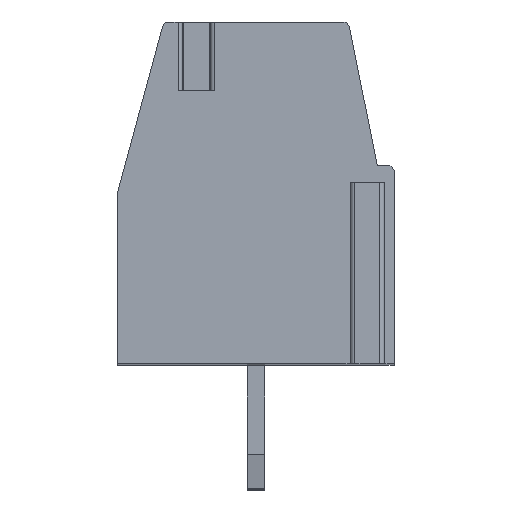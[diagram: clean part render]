
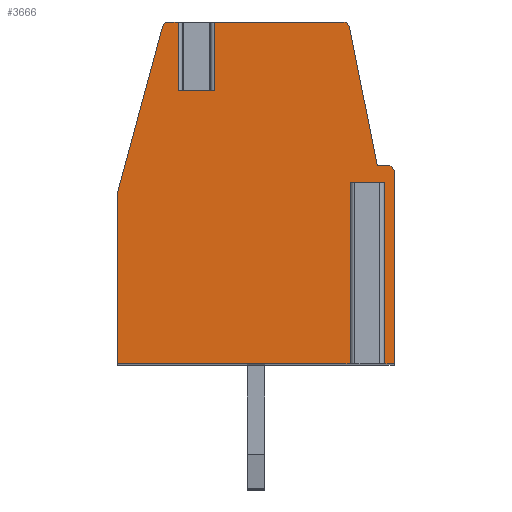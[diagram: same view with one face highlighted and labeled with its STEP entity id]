
A CAD part, top view. The second image highlights one B-rep face of the part: STEP entity #3666.
In plain terms, the highlighted planar face has unit normal (0, 0, 1).
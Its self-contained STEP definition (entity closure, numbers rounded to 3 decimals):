
#234=DIRECTION('',(-1.,0.,0.));
#235=VECTOR('',#234,1.07);
#236=CARTESIAN_POINT('',(-1.21,3.,2.5));
#237=LINE('',#236,#235);
#238=DIRECTION('',(0.,1.,0.));
#239=VECTOR('',#238,2.);
#240=CARTESIAN_POINT('',(-1.21,3.,2.5));
#241=LINE('',#240,#239);
#242=DIRECTION('',(-1.,0.,0.));
#243=VECTOR('',#242,3.746);
#244=CARTESIAN_POINT('',(2.536,5.,2.5));
#245=LINE('',#244,#243);
#246=CARTESIAN_POINT('',(2.536,4.8,2.5));
#247=DIRECTION('',(0.,0.,1.));
#248=DIRECTION('',(0.98,0.198,0.));
#249=AXIS2_PLACEMENT_3D('',#246,#247,#248);
#251=DIRECTION('',(-0.198,0.98,0.));
#252=VECTOR('',#251,4.122);
#253=CARTESIAN_POINT('',(3.55,0.8,2.5));
#254=LINE('',#253,#252);
#255=DIRECTION('',(-1.,0.,0.));
#256=VECTOR('',#255,0.3);
#257=CARTESIAN_POINT('',(3.85,0.8,2.5));
#258=LINE('',#257,#256);
#259=CARTESIAN_POINT('',(3.85,0.6,2.5));
#260=DIRECTION('',(0.,0.,1.));
#261=DIRECTION('',(1.,0.,0.));
#262=AXIS2_PLACEMENT_3D('',#259,#260,#261);
#264=DIRECTION('',(0.,1.,0.));
#265=VECTOR('',#264,5.6);
#266=CARTESIAN_POINT('',(4.05,-5.,2.5));
#267=LINE('',#266,#265);
#268=DIRECTION('',(1.,0.,0.));
#269=VECTOR('',#268,0.495);
#270=CARTESIAN_POINT('',(3.555,-5.,2.5));
#271=LINE('',#270,#269);
#272=DIRECTION('',(0.,1.,0.));
#273=VECTOR('',#272,5.3);
#274=CARTESIAN_POINT('',(3.555,-5.,2.5));
#275=LINE('',#274,#273);
#276=DIRECTION('',(1.,0.,0.));
#277=VECTOR('',#276,0.6);
#278=CARTESIAN_POINT('',(2.955,0.3,2.5));
#279=LINE('',#278,#277);
#280=DIRECTION('',(0.,1.,0.));
#281=VECTOR('',#280,5.3);
#282=CARTESIAN_POINT('',(2.955,-5.,2.5));
#283=LINE('',#282,#281);
#284=DIRECTION('',(1.,0.,0.));
#285=VECTOR('',#284,7.005);
#286=CARTESIAN_POINT('',(-4.05,-5.,2.5));
#287=LINE('',#286,#285);
#288=DIRECTION('',(0.,-1.,0.));
#289=VECTOR('',#288,5.);
#290=CARTESIAN_POINT('',(-4.05,0.,2.5));
#291=LINE('',#290,#289);
#292=DIRECTION('',(-0.261,-0.965,0.));
#293=VECTOR('',#292,5.026);
#294=CARTESIAN_POINT('',(-2.74,4.852,2.5));
#295=LINE('',#294,#293);
#296=CARTESIAN_POINT('',(-2.547,4.8,2.5));
#297=DIRECTION('',(0.,0.,1.));
#298=DIRECTION('',(0.,1.,0.));
#299=AXIS2_PLACEMENT_3D('',#296,#297,#298);
#301=DIRECTION('',(-1.,0.,0.));
#302=VECTOR('',#301,0.267);
#303=CARTESIAN_POINT('',(-2.28,5.,2.5));
#304=LINE('',#303,#302);
#305=DIRECTION('',(0.,1.,0.));
#306=VECTOR('',#305,2.);
#307=CARTESIAN_POINT('',(-2.28,3.,2.5));
#308=LINE('',#307,#306);
#2649=CARTESIAN_POINT('',(4.05,-5.,2.5));
#2650=CARTESIAN_POINT('',(4.05,0.6,2.5));
#2651=VERTEX_POINT('',#2649);
#2652=VERTEX_POINT('',#2650);
#2653=CARTESIAN_POINT('',(3.85,0.8,2.5));
#2654=VERTEX_POINT('',#2653);
#2655=CARTESIAN_POINT('',(3.55,0.8,2.5));
#2656=VERTEX_POINT('',#2655);
#2657=CARTESIAN_POINT('',(2.732,4.84,2.5));
#2658=VERTEX_POINT('',#2657);
#2659=CARTESIAN_POINT('',(2.536,5.,2.5));
#2660=VERTEX_POINT('',#2659);
#2661=CARTESIAN_POINT('',(-2.547,5.,2.5));
#2662=CARTESIAN_POINT('',(-2.74,4.852,2.5));
#2663=VERTEX_POINT('',#2661);
#2664=VERTEX_POINT('',#2662);
#2665=CARTESIAN_POINT('',(-4.05,0.,2.5));
#2666=VERTEX_POINT('',#2665);
#2667=CARTESIAN_POINT('',(-4.05,-5.,2.5));
#2668=VERTEX_POINT('',#2667);
#2685=CARTESIAN_POINT('',(2.955,0.3,2.5));
#2686=CARTESIAN_POINT('',(3.555,0.3,2.5));
#2687=VERTEX_POINT('',#2685);
#2688=VERTEX_POINT('',#2686);
#2689=CARTESIAN_POINT('',(2.955,-5.,2.5));
#2690=VERTEX_POINT('',#2689);
#2691=CARTESIAN_POINT('',(3.555,-5.,2.5));
#2692=VERTEX_POINT('',#2691);
#2761=CARTESIAN_POINT('',(-1.21,3.,2.5));
#2762=CARTESIAN_POINT('',(-2.28,3.,2.5));
#2763=VERTEX_POINT('',#2761);
#2764=VERTEX_POINT('',#2762);
#2765=CARTESIAN_POINT('',(-2.28,5.,2.5));
#2766=VERTEX_POINT('',#2765);
#2767=CARTESIAN_POINT('',(-1.21,5.,2.5));
#2768=VERTEX_POINT('',#2767);
#3626=CARTESIAN_POINT('',(0.,0.,2.5));
#3627=DIRECTION('',(0.,0.,1.));
#3628=DIRECTION('',(1.,0.,0.));
#3629=AXIS2_PLACEMENT_3D('',#3626,#3627,#3628);
#3630=PLANE('',#3629);
#3632=ORIENTED_EDGE('',*,*,#3631,.F.);
#3633=ORIENTED_EDGE('',*,*,#3617,.T.);
#3634=ORIENTED_EDGE('',*,*,#3528,.F.);
#3636=ORIENTED_EDGE('',*,*,#3635,.F.);
#3638=ORIENTED_EDGE('',*,*,#3637,.F.);
#3640=ORIENTED_EDGE('',*,*,#3639,.F.);
#3642=ORIENTED_EDGE('',*,*,#3641,.F.);
#3644=ORIENTED_EDGE('',*,*,#3643,.F.);
#3646=ORIENTED_EDGE('',*,*,#3645,.F.);
#3648=ORIENTED_EDGE('',*,*,#3647,.T.);
#3650=ORIENTED_EDGE('',*,*,#3649,.F.);
#3652=ORIENTED_EDGE('',*,*,#3651,.F.);
#3654=ORIENTED_EDGE('',*,*,#3653,.F.);
#3656=ORIENTED_EDGE('',*,*,#3655,.F.);
#3658=ORIENTED_EDGE('',*,*,#3657,.F.);
#3660=ORIENTED_EDGE('',*,*,#3659,.F.);
#3661=ORIENTED_EDGE('',*,*,#3511,.F.);
#3663=ORIENTED_EDGE('',*,*,#3662,.F.);
#3664=EDGE_LOOP('',(#3632,#3633,#3634,#3636,#3638,#3640,#3642,#3644,#3646,#3648,
#3650,#3652,#3654,#3656,#3658,#3660,#3661,#3663));
#3665=FACE_OUTER_BOUND('',#3664,.F.);
#250=CIRCLE('',#249,0.2);
#263=CIRCLE('',#262,0.2);
#300=CIRCLE('',#299,0.2);
#3511=EDGE_CURVE('',#2766,#2663,#304,.T.);
#3528=EDGE_CURVE('',#2660,#2768,#245,.T.);
#3617=EDGE_CURVE('',#2763,#2768,#241,.T.);
#3631=EDGE_CURVE('',#2763,#2764,#237,.T.);
#3635=EDGE_CURVE('',#2658,#2660,#250,.T.);
#3637=EDGE_CURVE('',#2656,#2658,#254,.T.);
#3639=EDGE_CURVE('',#2654,#2656,#258,.T.);
#3641=EDGE_CURVE('',#2652,#2654,#263,.T.);
#3643=EDGE_CURVE('',#2651,#2652,#267,.T.);
#3645=EDGE_CURVE('',#2692,#2651,#271,.T.);
#3647=EDGE_CURVE('',#2692,#2688,#275,.T.);
#3649=EDGE_CURVE('',#2687,#2688,#279,.T.);
#3651=EDGE_CURVE('',#2690,#2687,#283,.T.);
#3653=EDGE_CURVE('',#2668,#2690,#287,.T.);
#3655=EDGE_CURVE('',#2666,#2668,#291,.T.);
#3657=EDGE_CURVE('',#2664,#2666,#295,.T.);
#3659=EDGE_CURVE('',#2663,#2664,#300,.T.);
#3662=EDGE_CURVE('',#2764,#2766,#308,.T.);
#3666=ADVANCED_FACE('',(#3665),#3630,.T.);
